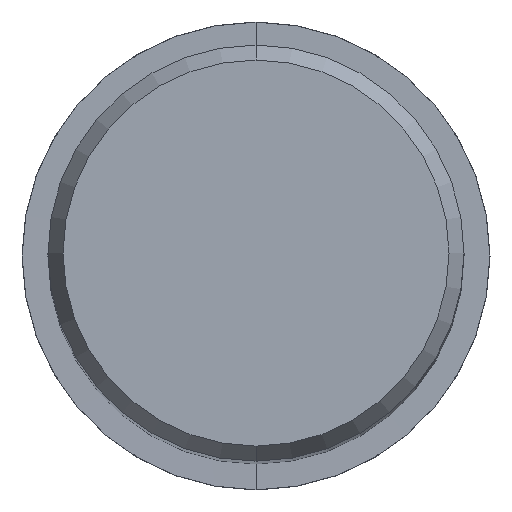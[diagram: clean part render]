
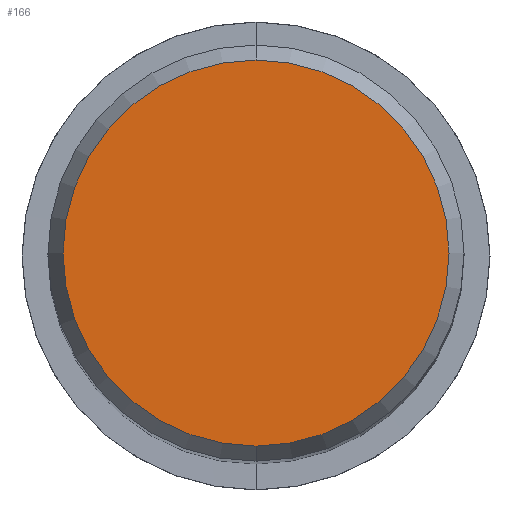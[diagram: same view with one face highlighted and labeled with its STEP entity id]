
A CAD part, top view. The second image highlights one B-rep face of the part: STEP entity #166.
In plain terms, the highlighted planar face has unit normal (0, 0, 1).
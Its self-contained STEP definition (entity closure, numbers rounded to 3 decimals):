
#84=VERTEX_POINT('',#198);
#90=EDGE_CURVE('',#84,#114,#205,.T.);
#114=VERTEX_POINT('',#233);
#154=EDGE_CURVE('',#114,#84,#277,.T.);
#166=ADVANCED_FACE('',(#290),#291,.T.);
#198=CARTESIAN_POINT('',(0.0,5.892,0.01));
#205=CIRCLE('',#326,5.892);
#233=CARTESIAN_POINT('',(0.,-5.892,0.01));
#277=CIRCLE('',#419,5.892);
#290=FACE_OUTER_BOUND('',#433,.T.);
#291=PLANE('',#434);
#326=AXIS2_PLACEMENT_3D('',#460,#461,#462);
#419=AXIS2_PLACEMENT_3D('',#548,#549,#550);
#433=EDGE_LOOP('',(#562,#563));
#434=AXIS2_PLACEMENT_3D('',#564,#565,#566);
#460=CARTESIAN_POINT('',(0.0,0.0,0.01));
#461=DIRECTION('',(0.0,0.0,-1.0));
#462=DIRECTION('',(0.0,1.0,0.0));
#548=CARTESIAN_POINT('',(0.0,0.0,0.01));
#549=DIRECTION('',(0.0,0.0,-1.0));
#550=DIRECTION('',(0.0,1.0,0.0));
#562=ORIENTED_EDGE('',*,*,#90,.F.);
#563=ORIENTED_EDGE('',*,*,#154,.F.);
#564=CARTESIAN_POINT('',(0.0,2.946,0.01));
#565=DIRECTION('',(-0.0,0.0,1.0));
#566=DIRECTION('',(0.0,-1.0,0.0));
